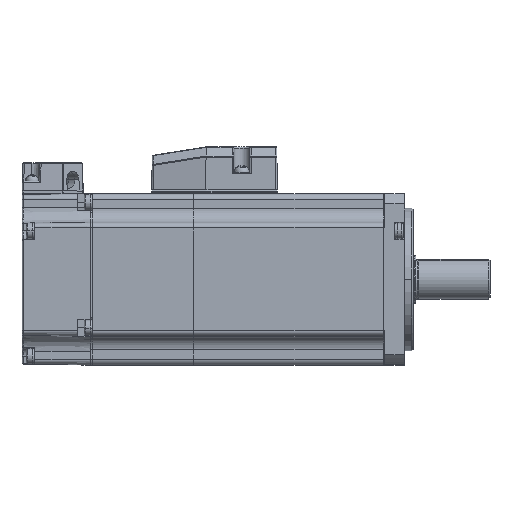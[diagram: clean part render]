
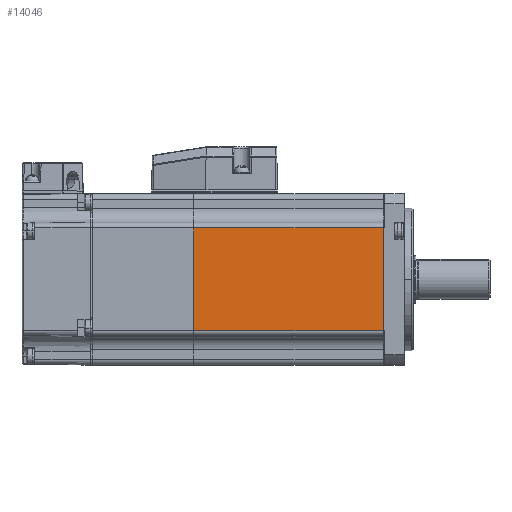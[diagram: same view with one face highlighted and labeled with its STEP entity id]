
A CAD part, top view. The second image highlights one B-rep face of the part: STEP entity #14046.
In plain terms, the highlighted planar face has unit normal (0, 0, 1).
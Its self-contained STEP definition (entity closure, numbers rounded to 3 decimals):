
#1065 = LINE ( 'NONE', #12250, #21250 ) ;
#1163 = ORIENTED_EDGE ( 'NONE', *, *, #8734, .F. ) ;
#1423 = CARTESIAN_POINT ( 'NONE',  ( 14.993, -38.489, 101.4 ) ) ;
#1498 = DIRECTION ( 'NONE',  ( -1., 0., 0. ) ) ;
#2469 = CARTESIAN_POINT ( 'NONE',  ( 14.993, -38.489, 101.4 ) ) ;
#4028 = VERTEX_POINT ( 'NONE', #2469 ) ;
#4727 = EDGE_CURVE ( 'NONE', #9153, #9933, #13524, .T. ) ;
#5428 = ORIENTED_EDGE ( 'NONE', *, *, #4727, .T. ) ;
#5945 = PLANE ( 'NONE',  #8956 ) ;
#6080 = CARTESIAN_POINT ( 'NONE',  ( -51.407, -38.489, 101.4 ) ) ;
#6266 = ORIENTED_EDGE ( 'NONE', *, *, #7235, .F. ) ;
#7235 = EDGE_CURVE ( 'NONE', #13344, #4028, #1065, .T. ) ;
#7884 = DIRECTION ( 'NONE',  ( -1., 0., 0. ) ) ;
#8734 = EDGE_CURVE ( 'NONE', #4028, #9933, #22403, .T. ) ;
#8956 = AXIS2_PLACEMENT_3D ( 'NONE', #23462, #19608, #7884 ) ;
#9013 = ORIENTED_EDGE ( 'NONE', *, *, #20544, .T. ) ;
#9153 = VERTEX_POINT ( 'NONE', #10621 ) ;
#9515 = VECTOR ( 'NONE', #14183, 1000. ) ;
#9933 = VERTEX_POINT ( 'NONE', #6080 ) ;
#10483 = CARTESIAN_POINT ( 'NONE',  ( 14.993, -2.489, 101.4 ) ) ;
#10621 = CARTESIAN_POINT ( 'NONE',  ( -51.407, -2.489, 101.4 ) ) ;
#11982 = VECTOR ( 'NONE', #1498, 1000. ) ;
#12191 = CARTESIAN_POINT ( 'NONE',  ( 14.993, -2.489, 101.4 ) ) ;
#12250 = CARTESIAN_POINT ( 'NONE',  ( 14.993, -2.489, 101.4 ) ) ;
#13344 = VERTEX_POINT ( 'NONE', #10483 ) ;
#13524 = LINE ( 'NONE', #17686, #18104 ) ;
#14046 = ADVANCED_FACE ( 'NONE', ( #24599 ), #5945, .F. ) ;
#14183 = DIRECTION ( 'NONE',  ( -1., 0., 0. ) ) ;
#17686 = CARTESIAN_POINT ( 'NONE',  ( -51.407, -2.489, 101.4 ) ) ;
#18104 = VECTOR ( 'NONE', #24491, 1000. ) ;
#19608 = DIRECTION ( 'NONE',  ( 0., 0., -1. ) ) ;
#20544 = EDGE_CURVE ( 'NONE', #13344, #9153, #25113, .T. ) ;
#21250 = VECTOR ( 'NONE', #21411, 1000. ) ;
#21411 = DIRECTION ( 'NONE',  ( 0., -1., 0. ) ) ;
#22403 = LINE ( 'NONE', #1423, #11982 ) ;
#23462 = CARTESIAN_POINT ( 'NONE',  ( 14.993, -2.489, 101.4 ) ) ;
#24491 = DIRECTION ( 'NONE',  ( 0., -1., 0. ) ) ;
#24599 = FACE_OUTER_BOUND ( 'NONE', #25024, .T. ) ;
#25024 = EDGE_LOOP ( 'NONE', ( #5428, #1163, #6266, #9013 ) ) ;
#25113 = LINE ( 'NONE', #12191, #9515 ) ;
